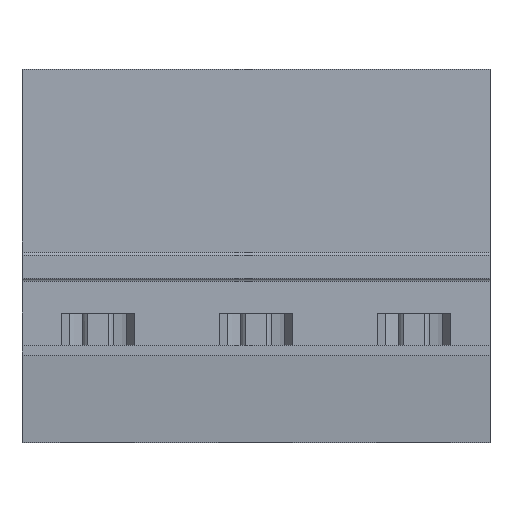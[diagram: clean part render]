
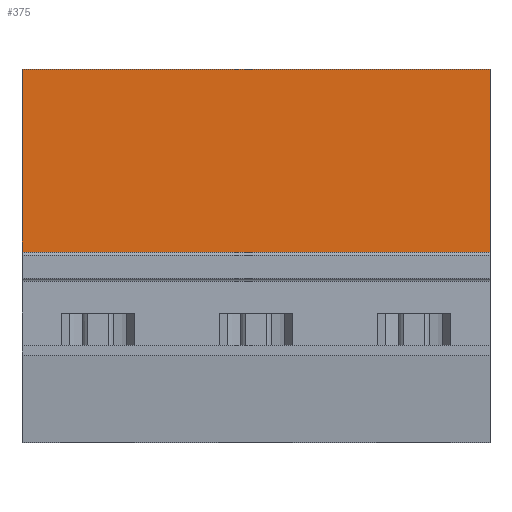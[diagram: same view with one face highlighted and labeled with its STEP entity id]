
A CAD part, top view. The second image highlights one B-rep face of the part: STEP entity #375.
In plain terms, the highlighted planar face has unit normal (0, 0, 1).
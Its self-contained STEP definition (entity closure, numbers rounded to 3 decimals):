
#348=AXIS2_PLACEMENT_3D('Plane Axis2P3D',#345,#346,#347) ;
#323=CARTESIAN_POINT('Vertex',(15.04,6.12,10.88)) ;
#326=CARTESIAN_POINT('Line Origine',(2.54,6.12,10.88)) ;
#330=CARTESIAN_POINT('Vertex',(0.,6.12,10.88)) ;
#345=CARTESIAN_POINT('Axis2P3D Location',(0.,3.12,10.88)) ;
#350=CARTESIAN_POINT('Line Origine',(15.04,9.06,10.88)) ;
#354=CARTESIAN_POINT('Vertex',(15.04,12.,10.88)) ;
#357=CARTESIAN_POINT('Line Origine',(7.52,12.,10.88)) ;
#361=CARTESIAN_POINT('Vertex',(0.,12.,10.88)) ;
#364=CARTESIAN_POINT('Line Origine',(0.,9.06,10.88)) ;
#327=DIRECTION('Vector Direction',(-1.,0.,0.)) ;
#346=DIRECTION('Axis2P3D Direction',(0.,0.,-1.)) ;
#347=DIRECTION('Axis2P3D XDirection',(0.,1.,0.)) ;
#351=DIRECTION('Vector Direction',(0.,1.,0.)) ;
#358=DIRECTION('Vector Direction',(1.,0.,0.)) ;
#365=DIRECTION('Vector Direction',(0.,1.,0.)) ;
#328=VECTOR('Line Direction',#327,1.) ;
#352=VECTOR('Line Direction',#351,1.) ;
#359=VECTOR('Line Direction',#358,1.) ;
#366=VECTOR('Line Direction',#365,1.) ;
#370=ORIENTED_EDGE('',*,*,#356,.T.) ;
#371=ORIENTED_EDGE('',*,*,#363,.F.) ;
#372=ORIENTED_EDGE('',*,*,#368,.F.) ;
#373=ORIENTED_EDGE('',*,*,#332,.T.) ;
#375=ADVANCED_FACE('Housing',(#374),#349,.F.) ;
#332=EDGE_CURVE('',#331,#324,#329,.F.) ;
#356=EDGE_CURVE('',#324,#355,#353,.T.) ;
#363=EDGE_CURVE('',#362,#355,#360,.T.) ;
#368=EDGE_CURVE('',#331,#362,#367,.T.) ;
#369=EDGE_LOOP('',(#370,#371,#372,#373)) ;
#374=FACE_OUTER_BOUND('',#369,.T.) ;
#329=LINE('Line',#326,#328) ;
#353=LINE('Line',#350,#352) ;
#360=LINE('Line',#357,#359) ;
#367=LINE('Line',#364,#366) ;
#349=PLANE('',#348) ;
#324=VERTEX_POINT('',#323) ;
#331=VERTEX_POINT('',#330) ;
#355=VERTEX_POINT('',#354) ;
#362=VERTEX_POINT('',#361) ;
